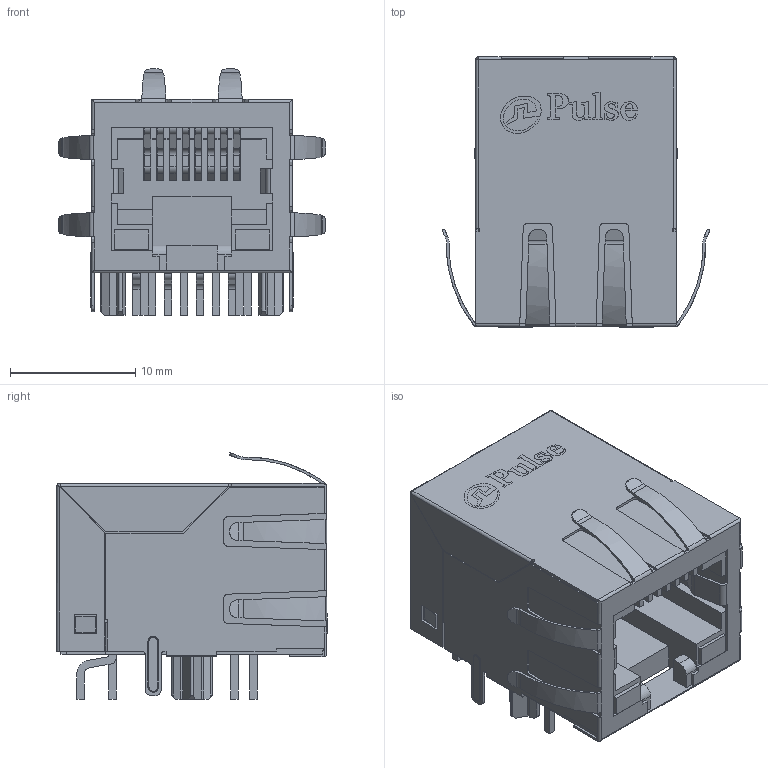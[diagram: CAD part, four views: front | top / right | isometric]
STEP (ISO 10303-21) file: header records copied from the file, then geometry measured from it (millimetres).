
FILE_DESCRIPTION(/* description */ (''),/* implementation_level */ '2;1');
FILE_NAME(/* name */ 'Pulse - J00-0065NL-E.step',/* time_stamp */ '2020-04-30T02:58:14+01:00',/* author */ (''),/* organization */ (''),/* preprocessor_version */ 'ST-DEVELOPER v18.1',/* originating_system */ 'Autodesk Translation Framework v9.2.0.1227',/* authorisation */ '');
FILE_SCHEMA (('AUTOMOTIVE_DESIGN { 1 0 10303 214 3 1 1 }'));
Length unit declared in the file: millimetre
Products named in the file (1): Pulse - J00-0065NL-E
Bounding box: 21.38 x 21.58 x 19.67 mm (x, y, z)
Volume: 1958.1 mm3; surface area: 4237.1 mm2
Topology: 1 solids, 1 shells, 755 faces, 2325 edges, 1563 vertices
Faces by surface type: plane 558, cylinder 187, torus 6, bspline 4
Entity records: 27156 total; most frequent: CARTESIAN_POINT 5782, ORIENTED_EDGE 4650, DIRECTION 4105, EDGE_CURVE 2325, LINE 1797, VECTOR 1797, VERTEX_POINT 1563, AXIS2_PLACEMENT_3D 1154
